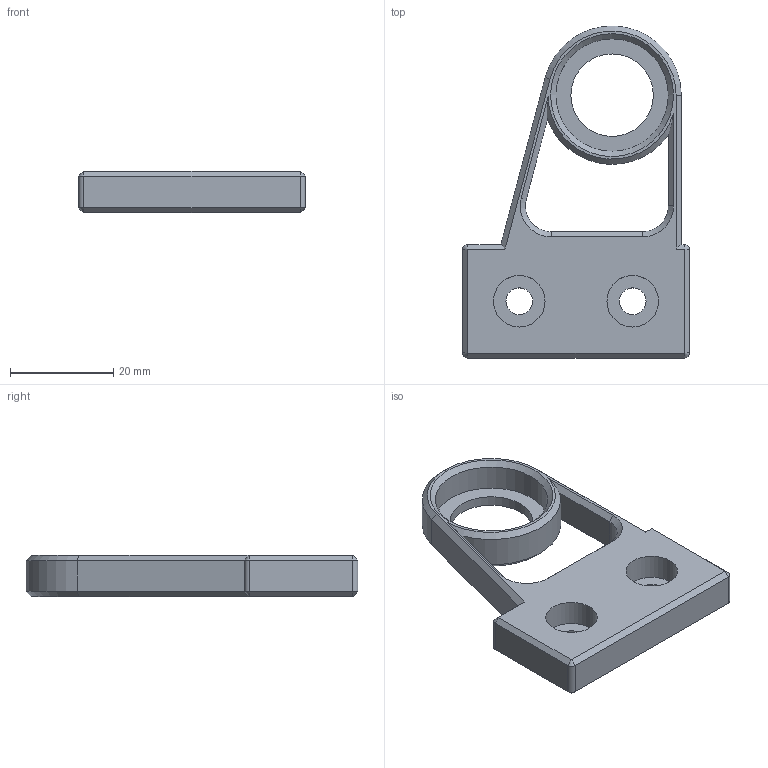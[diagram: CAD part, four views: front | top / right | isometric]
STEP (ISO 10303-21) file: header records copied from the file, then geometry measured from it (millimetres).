
FILE_DESCRIPTION(('FreeCAD Model'),'2;1');
FILE_NAME('Open CASCADE Shape Model','2021-12-11T13:50:55',('Author'),( ''),'Open CASCADE STEP processor 7.5','FreeCAD','Unknown');
FILE_SCHEMA(('AUTOMOTIVE_DESIGN { 1 0 10303 214 1 1 1 1 }'));
Length unit declared in the file: millimetre
Products named in the file (1): centering.bearing.holder.L
Bounding box: 44 x 64.41 x 8 mm (x, y, z)
Volume: 10135 mm3; surface area: 5897.4 mm2
Topology: 1 solids, 1 shells, 66 faces, 154 edges, 93 vertices
Faces by surface type: plane 35, cone 17, cylinder 14
Full cylindrical faces by diameter (mm): 5.2 x2, 10 x2, 16 x1, 21.85 x1
Entity records: 3997 total; most frequent: CARTESIAN_POINT 794, DIRECTION 615, LINE 377, VECTOR 377, ORIENTED_EDGE 308, PCURVE 308, DEFINITIONAL_REPRESENTATION 308, EDGE_CURVE 154
